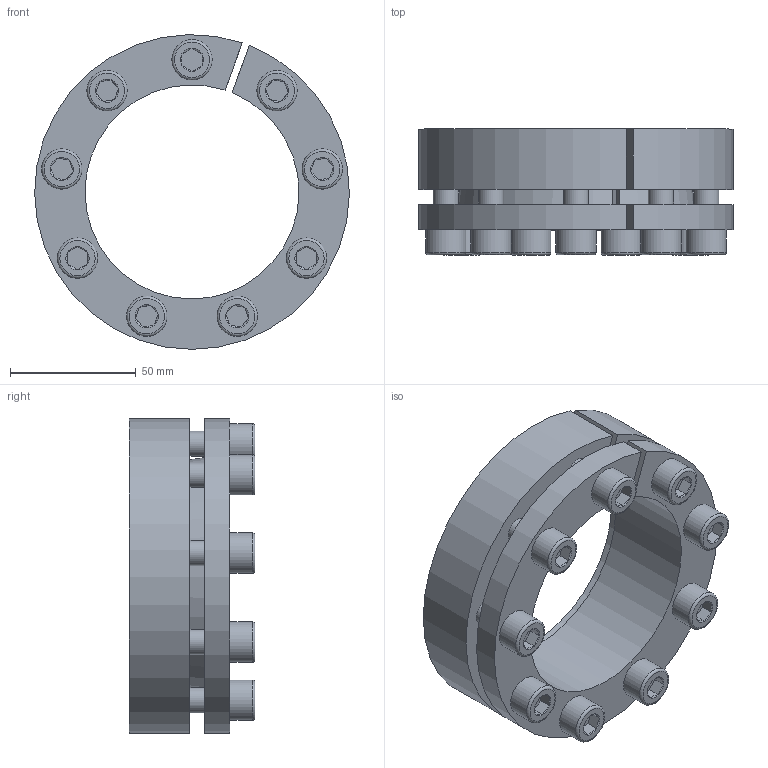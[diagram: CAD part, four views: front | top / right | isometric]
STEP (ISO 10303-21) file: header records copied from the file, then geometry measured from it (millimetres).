
FILE_DESCRIPTION(/* description */ ('Alibre Inc.'),/* implementation_level */ '2;1');
FILE_NAME(/* name */ 'export0',/* time_stamp */ '2012-12-23T13:30:56+01:00',/* author */ (''),/* organization */ (''),/* preprocessor_version */ 'ST-DEVELOPER v14',/* originating_system */ 'Alibre',/* authorisation */ '');
FILE_SCHEMA (('AUTOMOTIVE_DESIGN'));
Length unit declared in the file: millimetre
Bounding box: 124.99 x 50 x 124.99 mm (x, y, z)
Volume: 241155.1 mm3; surface area: 75552.4 mm2
Topology: 10 solids, 10 shells, 255 faces, 489 edges, 290 vertices
Faces by surface type: plane 115, cone 65, cylinder 57, torus 18
Full cylindrical faces by diameter (mm): 9 x9, 10 x36, 16 x9
Entity records: 1724 total; most frequent: CARTESIAN_POINT 313, DIRECTION 283, ORIENTED_EDGE 202, AXIS2_PLACEMENT_3D 138, EDGE_LOOP 120, FACE_BOUND 120, EDGE_CURVE 101, VERTEX_POINT 79
